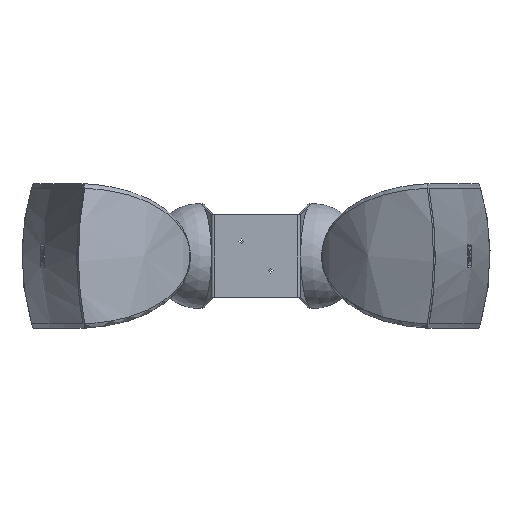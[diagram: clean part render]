
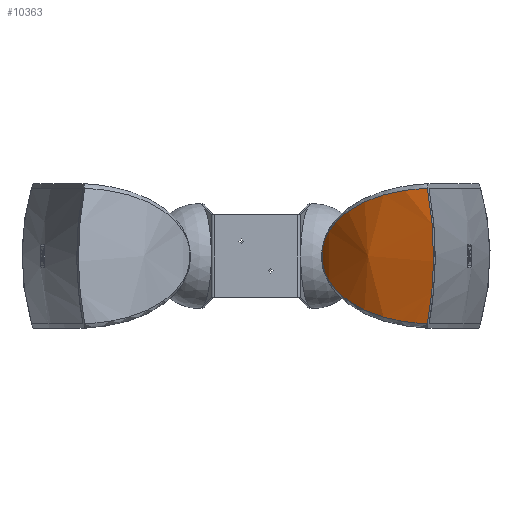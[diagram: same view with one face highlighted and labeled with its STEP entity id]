
A CAD part, front view. The second image highlights one B-rep face of the part: STEP entity #10363.
In plain terms, the highlighted free-form (B-spline) face has degree [2, 2] with [3, 3] control points.
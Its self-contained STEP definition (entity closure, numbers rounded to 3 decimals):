
#84=(
BOUNDED_SURFACE()
B_SPLINE_SURFACE(2,2,((#17551,#17552,#17553),(#17554,#17555,#17556),(#17557,
#17558,#17559)),.UNSPECIFIED.,.F.,.F.,.F.)
B_SPLINE_SURFACE_WITH_KNOTS((3,3),(3,3),(-0.202,0.202),
(0.046,0.894),.UNSPECIFIED.)
GEOMETRIC_REPRESENTATION_ITEM()
RATIONAL_B_SPLINE_SURFACE(((1.,0.912,1.),(0.98,0.893,
0.98),(1.,0.912,1.)))
REPRESENTATION_ITEM('')
SURFACE()
);
#354=B_SPLINE_CURVE_WITH_KNOTS('',3,(#15234,#15235,#15236,#15237,#15238,
#15239,#15240,#15241,#15242,#15243),.UNSPECIFIED.,.F.,.F.,(4,2,2,2,4),(-18.383,
-13.789,-9.192,-4.594,0.),
 .UNSPECIFIED.);
#405=B_SPLINE_CURVE_WITH_KNOTS('',3,(#17560,#17561,#17562,#17563,#17564,
#17565,#17566,#17567,#17568,#17569,#17570,#17571,#17572,#17573,#17574,#17575,
#17576,#17577,#17578,#17579,#17580,#17581,#17582,#17583,#17584,#17585,#17586,
#17587,#17588,#17589,#17590,#17591,#17592,#17593,#17594,#17595),
 .UNSPECIFIED.,.F.,.F.,(4,2,2,2,2,2,2,2,2,2,2,2,2,2,2,2,2,4),(0.,
0.125,0.188,0.25,0.313,0.375,0.406,0.438,0.469,0.5,
0.531,0.562,0.625,0.687,
0.75,0.812,0.875,1.),
 .UNSPECIFIED.);
#2557=FACE_OUTER_BOUND('',#3206,.T.);
#3206=EDGE_LOOP('',(#7381,#7382));
#4142=VERTEX_POINT('',#15222);
#4143=VERTEX_POINT('',#15233);
#5223=EDGE_CURVE('',#4142,#4143,#354,.T.);
#5405=EDGE_CURVE('',#4142,#4143,#405,.T.);
#7381=ORIENTED_EDGE('',*,*,#5223,.F.);
#7382=ORIENTED_EDGE('',*,*,#5405,.T.);
#10363=ADVANCED_FACE('',(#2557),#84,.F.);
#15222=CARTESIAN_POINT('',(228.111,-135.93,90.309));
#15233=CARTESIAN_POINT('',(228.111,-135.93,-90.309));
#15234=CARTESIAN_POINT('Ctrl Pts',(228.111,-135.93,90.309));
#15235=CARTESIAN_POINT('Ctrl Pts',(230.82,-139.94,75.78));
#15236=CARTESIAN_POINT('Ctrl Pts',(232.91,-142.942,60.88));
#15237=CARTESIAN_POINT('Ctrl Pts',(235.719,-146.954,30.632));
#15238=CARTESIAN_POINT('Ctrl Pts',(236.433,-147.956,15.327));
#15239=CARTESIAN_POINT('Ctrl Pts',(236.433,-147.956,-15.327));
#15240=CARTESIAN_POINT('Ctrl Pts',(235.719,-146.954,-30.631));
#15241=CARTESIAN_POINT('Ctrl Pts',(232.91,-142.942,-60.88));
#15242=CARTESIAN_POINT('Ctrl Pts',(230.82,-139.94,-75.779));
#15243=CARTESIAN_POINT('Ctrl Pts',(228.111,-135.93,-90.309));
#17551=CARTESIAN_POINT('Ctrl Pts',(238.826,-139.119,90.309));
#17552=CARTESIAN_POINT('Ctrl Pts',(140.939,-112.613,90.309));
#17553=CARTESIAN_POINT('Ctrl Pts',(96.015,-21.694,90.309));
#17554=CARTESIAN_POINT('Ctrl Pts',(233.99,-156.976,0.));
#17555=CARTESIAN_POINT('Ctrl Pts',(128.05,-128.289,0.));
#17556=CARTESIAN_POINT('Ctrl Pts',(79.429,-29.89,0.));
#17557=CARTESIAN_POINT('Ctrl Pts',(238.826,-139.119,-90.309));
#17558=CARTESIAN_POINT('Ctrl Pts',(140.939,-112.613,-90.309));
#17559=CARTESIAN_POINT('Ctrl Pts',(96.015,-21.694,-90.309));
#17560=CARTESIAN_POINT('Ctrl Pts',(228.111,-135.93,90.309));
#17561=CARTESIAN_POINT('Ctrl Pts',(210.819,-130.474,89.554));
#17562=CARTESIAN_POINT('Ctrl Pts',(194.484,-123.361,87.368));
#17563=CARTESIAN_POINT('Ctrl Pts',(171.359,-110.349,81.881));
#17564=CARTESIAN_POINT('Ctrl Pts',(163.911,-105.625,79.677));
#17565=CARTESIAN_POINT('Ctrl Pts',(149.871,-95.689,74.588));
#17566=CARTESIAN_POINT('Ctrl Pts',(143.225,-90.448,71.693));
#17567=CARTESIAN_POINT('Ctrl Pts',(130.671,-79.49,65.098));
#17568=CARTESIAN_POINT('Ctrl Pts',(124.735,-73.743,61.382));
#17569=CARTESIAN_POINT('Ctrl Pts',(113.764,-62.023,52.976));
#17570=CARTESIAN_POINT('Ctrl Pts',(108.768,-56.095,48.34));
#17571=CARTESIAN_POINT('Ctrl Pts',(102.066,-47.38,40.334));
#17572=CARTESIAN_POINT('Ctrl Pts',(99.967,-44.508,37.485));
#17573=CARTESIAN_POINT('Ctrl Pts',(96.142,-39.04,31.39));
#17574=CARTESIAN_POINT('Ctrl Pts',(94.405,-36.429,28.138));
#17575=CARTESIAN_POINT('Ctrl Pts',(91.369,-31.695,20.966));
#17576=CARTESIAN_POINT('Ctrl Pts',(90.103,-29.622,17.121));
#17577=CARTESIAN_POINT('Ctrl Pts',(88.303,-26.618,8.714));
#17578=CARTESIAN_POINT('Ctrl Pts',(87.804,-25.752,4.113));
#17579=CARTESIAN_POINT('Ctrl Pts',(87.861,-25.85,-4.894));
#17580=CARTESIAN_POINT('Ctrl Pts',(88.413,-26.805,-9.424));
#17581=CARTESIAN_POINT('Ctrl Pts',(90.281,-29.915,-17.719));
#17582=CARTESIAN_POINT('Ctrl Pts',(91.597,-32.06,-21.586));
#17583=CARTESIAN_POINT('Ctrl Pts',(96.177,-39.171,-32.14));
#17584=CARTESIAN_POINT('Ctrl Pts',(100.154,-44.918,-38.11));
#17585=CARTESIAN_POINT('Ctrl Pts',(109.059,-56.446,-48.622));
#17586=CARTESIAN_POINT('Ctrl Pts',(114.045,-62.343,-53.219));
#17587=CARTESIAN_POINT('Ctrl Pts',(125.025,-74.031,-61.574));
#17588=CARTESIAN_POINT('Ctrl Pts',(130.934,-79.735,-65.252));
#17589=CARTESIAN_POINT('Ctrl Pts',(143.469,-90.645,-71.805));
#17590=CARTESIAN_POINT('Ctrl Pts',(150.109,-95.87,-74.686));
#17591=CARTESIAN_POINT('Ctrl Pts',(164.153,-105.784,-79.753));
#17592=CARTESIAN_POINT('Ctrl Pts',(171.608,-110.498,-81.948));
#17593=CARTESIAN_POINT('Ctrl Pts',(194.61,-123.413,-87.382));
#17594=CARTESIAN_POINT('Ctrl Pts',(210.873,-130.491,-89.556));
#17595=CARTESIAN_POINT('Ctrl Pts',(228.111,-135.93,-90.309));
